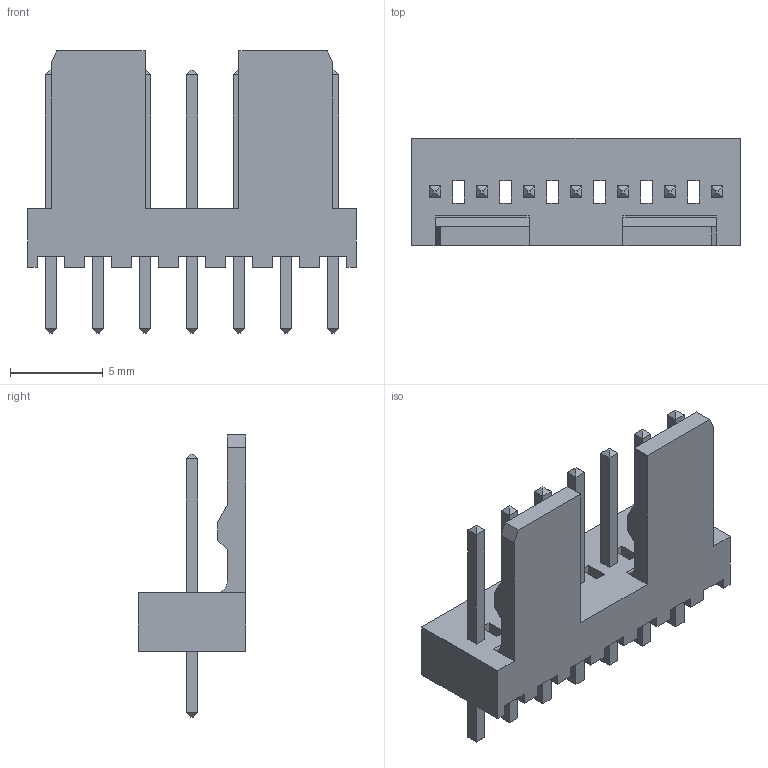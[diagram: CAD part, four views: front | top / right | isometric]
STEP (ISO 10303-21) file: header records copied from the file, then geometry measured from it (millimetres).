
FILE_DESCRIPTION(/* description */ ('model of Molex_KK-254_AE-6410-07A_1x07_P2.54mm_Vertical'),/* implementation_level */ '2;1');
FILE_NAME(/* name */ 'Molex_KK-254_AE-6410-07A_1x07_P2.54mm_Vertical.step',/* time_stamp */ '2017-12-04T15:10:25',/* author */ ('Ray Benitez',''),/* organization */ (''),/* preprocessor_version */ '',/* originating_system */ '',/* authorisation */ '');
FILE_SCHEMA(('AUTOMOTIVE_DESIGN { 1 0 10303 214 1 1 1 1 }'));
Length unit declared in the file: millimetre
Products named in the file (1): Molex_AE_6410_07A
Bounding box: 17.78 x 5.8 x 15.26 mm (x, y, z)
Volume: 405.1 mm3; surface area: 864.8 mm2
Topology: 1 solids, 1 shells, 204 faces, 508 edges, 320 vertices
Faces by surface type: plane 202, cylinder 2
Entity records: 4033 total; most frequent: ORIENTED_EDGE 795, CARTESIAN_POINT 651, EDGE_CURVE 508, LINE 460, VERTEX_POINT 320, FACE_BOUND 230, EDGE_LOOP 230, ADVANCED_FACE 204
